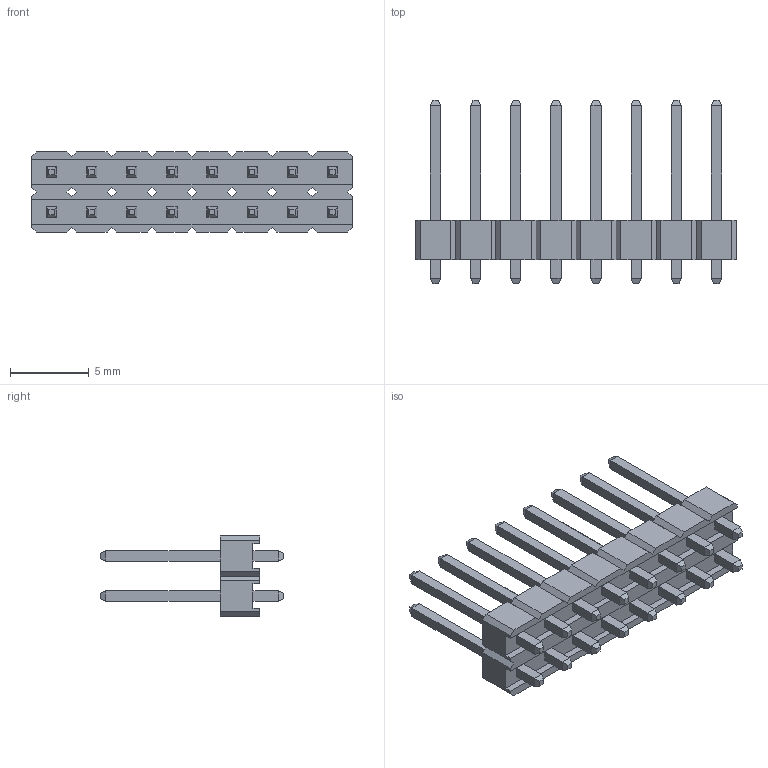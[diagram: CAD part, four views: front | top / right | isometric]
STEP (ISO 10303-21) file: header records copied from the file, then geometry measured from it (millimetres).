
FILE_DESCRIPTION (( 'STEP AP214' ), '1' );
FILE_NAME ('0.8_WAY1026136418472.step', '2005-10-26T05:36:46', ( 'SysAdmin' ), ( 'Solidworks Corporation' ), 'SwSTEP 2.0', 'SolidWorks 2005254', '' );
FILE_SCHEMA (( 'AUTOMOTIVE_DESIGN' ));
Length unit declared in the file: millimetre
Products named in the file (1): 0.8_WAY1026136418472
Bounding box: 20.32 x 11.6 x 5.08 mm (x, y, z)
Volume: 286.1 mm3; surface area: 781.8 mm2
Topology: 1 solids, 1 shells, 382 faces, 916 edges, 568 vertices
Faces by surface type: plane 382
Entity records: 11761 total; most frequent: CARTESIAN_POINT 1867, ORIENTED_EDGE 1832, DIRECTION 1682, VECTOR 916, LINE 916, EDGE_CURVE 916, VERTEX_POINT 568, EDGE_LOOP 428
